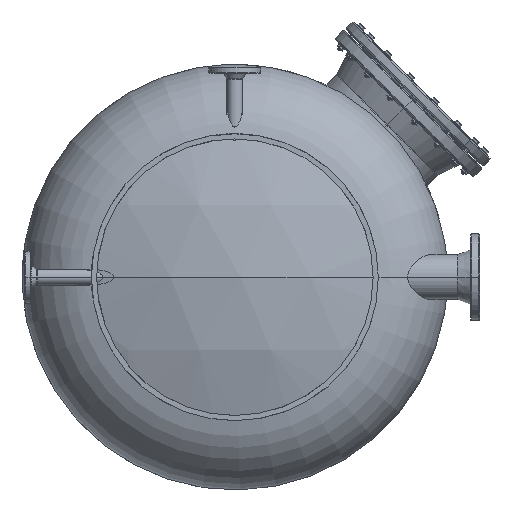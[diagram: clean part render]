
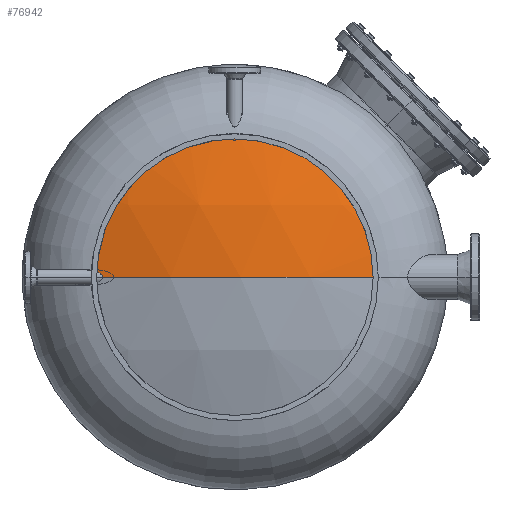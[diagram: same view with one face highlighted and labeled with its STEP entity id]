
A CAD part, front view. The second image highlights one B-rep face of the part: STEP entity #76942.
In plain terms, the highlighted spherical face has radius 1210 mm.
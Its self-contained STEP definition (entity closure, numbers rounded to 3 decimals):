
#1845 = CARTESIAN_POINT ( 'NONE',  ( 31.291, 112.22, -411.632 ) ) ;
#2935 = CARTESIAN_POINT ( 'NONE',  ( 29.259, 112.915, -408.523 ) ) ;
#3827 = FACE_OUTER_BOUND ( 'NONE', #64847, .T. ) ;
#8029 = CARTESIAN_POINT ( 'NONE',  ( 11.572, 119.119, -398.456 ) ) ;
#8590 = CARTESIAN_POINT ( 'NONE',  ( 15.043, 117.879, -399.696 ) ) ;
#9149 = CARTESIAN_POINT ( 'NONE',  ( 20.851, 115.83, -402.339 ) ) ;
#9470 = VERTEX_POINT ( 'NONE', #16486 ) ;
#9750 = CARTESIAN_POINT ( 'NONE',  ( 29.276, 112.909, -408.543 ) ) ;
#13323 = CARTESIAN_POINT ( 'NONE',  ( 415., 122.751, -415.041 ) ) ;
#15610 = SPHERICAL_SURFACE ( 'NONE', #104619, 1210. ) ;
#15946 = CARTESIAN_POINT ( 'NONE',  ( 11.646, 119.092, -398.481 ) ) ;
#16486 = CARTESIAN_POINT ( 'NONE',  ( 32.044, 111.964, -415.041 ) ) ;
#17610 = CARTESIAN_POINT ( 'NONE',  ( 20.33, 116.012, -402.07 ) ) ;
#24934 = DIRECTION ( 'NONE',  ( 0., 0., -1. ) ) ;
#24973 = CARTESIAN_POINT ( 'NONE',  ( 7.579, 120.557, -397.201 ) ) ;
#25175 = DIRECTION ( 'NONE',  ( 0., 0., -1. ) ) ;
#25517 = CARTESIAN_POINT ( 'NONE',  ( 11.484, 119.15, -398.427 ) ) ;
#26088 = CARTESIAN_POINT ( 'NONE',  ( 3.333, 122.102, -396.06 ) ) ;
#26217 = EDGE_CURVE ( 'NONE', #81932, #69692, #57963, .T. ) ;
#27782 = CARTESIAN_POINT ( 'NONE',  ( 28.981, 113.01, -408.208 ) ) ;
#28897 = CARTESIAN_POINT ( 'NONE',  ( 30.243, 112.578, -409.727 ) ) ;
#29258 = AXIS2_PLACEMENT_3D ( 'NONE', #84247, #24934, #101170 ) ;
#32196 = ORIENTED_EDGE ( 'NONE', *, *, #108195, .T. ) ;
#32374 = CARTESIAN_POINT ( 'NONE',  ( 11.634, 119.097, -398.477 ) ) ;
#35705 = CARTESIAN_POINT ( 'NONE',  ( 30.714, 112.417, -410.46 ) ) ;
#37370 = CARTESIAN_POINT ( 'NONE',  ( 32.006, 111.977, -414.295 ) ) ;
#43045 = CARTESIAN_POINT ( 'NONE',  ( 5.057, 121.473, -396.494 ) ) ;
#44188 = CARTESIAN_POINT ( 'NONE',  ( 31.258, 112.232, -411.554 ) ) ;
#45279 = CARTESIAN_POINT ( 'NONE',  ( 20.913, 115.808, -402.372 ) ) ;
#46546 = CARTESIAN_POINT ( 'NONE',  ( 1.568, 122.751, -395.663 ) ) ;
#50942 = DIRECTION ( 'NONE',  ( 1., 0., 0. ) ) ;
#52057 = CARTESIAN_POINT ( 'NONE',  ( 20.777, 115.856, -402.301 ) ) ;
#54889 = CARTESIAN_POINT ( 'NONE',  ( 31.901, 112.012, -413.588 ) ) ;
#56123 = AXIS2_PLACEMENT_3D ( 'NONE', #13323, #107546, #50942 ) ;
#57963 = CIRCLE ( 'NONE', #56123, 413.886 ) ;
#59068 = CARTESIAN_POINT ( 'NONE',  ( 415., 1259.764, -415.041 ) ) ;
#60008 = CARTESIAN_POINT ( 'NONE',  ( 1.568, 122.751, -395.663 ) ) ;
#60570 = CARTESIAN_POINT ( 'NONE',  ( 10.958, 119.339, -398.25 ) ) ;
#61118 = CARTESIAN_POINT ( 'NONE',  ( 31.356, 112.198, -411.787 ) ) ;
#62227 = CARTESIAN_POINT ( 'NONE',  ( 29.308, 112.898, -408.58 ) ) ;
#62757 = CARTESIAN_POINT ( 'NONE',  ( 29.592, 112.801, -408.913 ) ) ;
#64517 = B_SPLINE_CURVE_WITH_KNOTS ( 'NONE', 3,
 ( #60008, #26088, #43045, #24973, #93269, #110769, #60570, #85933, #25517, #8029, #94968, #32374, #15946, #75823, #8590, #77492, #76935, #92708, #110204, #17610, #68487, #52057, #9149, #75263, #109624, #45279, #71809, #105102, #70152, #27782, #78612, #2935, #9750, #62227, #96632, #62757, #28897, #35705, #103977, #80276, #44188, #1845, #61118, #95538, #104555, #54889, #37370, #79710 ),
 .UNSPECIFIED., .F., .F.,
 ( 4, 2, 1, 1, 1, 1, 1, 1, 2, 2, 2, 2, 1, 1, 1, 1, 1, 2, 2, 2, 1, 2, 2, 1, 1, 1, 2, 2, 2, 1, 2, 4 ),
 ( 0., 0.125, 0.187, 0.219, 0.234, 0.242, 0.246, 0.248, 0.249, 0.25, 0.375, 0.437, 0.469, 0.484, 0.492, 0.496, 0.498, 0.499, 0.5, 0.75, 0.781, 0.785, 0.787, 0.789, 0.797, 0.812, 0.875, 0.891, 0.898, 0.906, 0.937, 1. ),
 .UNSPECIFIED. ) ;
#64847 = EDGE_LOOP ( 'NONE', ( #77660, #100275, #32196 ) ) ;
#68487 = CARTESIAN_POINT ( 'NONE',  ( 20.629, 115.908, -402.224 ) ) ;
#69692 = VERTEX_POINT ( 'NONE', #46546 ) ;
#70152 = CARTESIAN_POINT ( 'NONE',  ( 28.73, 113.097, -407.94 ) ) ;
#71809 = CARTESIAN_POINT ( 'NONE',  ( 24.103, 114.69, -404.045 ) ) ;
#75263 = CARTESIAN_POINT ( 'NONE',  ( 20.883, 115.819, -402.356 ) ) ;
#75823 = CARTESIAN_POINT ( 'NONE',  ( 13.4, 118.463, -399.076 ) ) ;
#76935 = CARTESIAN_POINT ( 'NONE',  ( 18.107, 116.794, -401.001 ) ) ;
#76942 = ADVANCED_FACE ( 'NONE', ( #3827 ), #15610, .T. ) ;
#77492 = CARTESIAN_POINT ( 'NONE',  ( 17.359, 117.058, -400.669 ) ) ;
#77660 = ORIENTED_EDGE ( 'NONE', *, *, #78145, .F. ) ;
#78145 = EDGE_CURVE ( 'NONE', #81932, #9470, #90452, .T. ) ;
#78612 = CARTESIAN_POINT ( 'NONE',  ( 29.22, 112.929, -408.478 ) ) ;
#79710 = CARTESIAN_POINT ( 'NONE',  ( 32.044, 111.964, -415.041 ) ) ;
#80276 = CARTESIAN_POINT ( 'NONE',  ( 31.159, 112.265, -411.336 ) ) ;
#80598 = CARTESIAN_POINT ( 'NONE',  ( 828.886, 122.751, -415.041 ) ) ;
#81932 = VERTEX_POINT ( 'NONE', #80598 ) ;
#84247 = CARTESIAN_POINT ( 'NONE',  ( 415., 1259.764, -415.041 ) ) ;
#85933 = CARTESIAN_POINT ( 'NONE',  ( 11.309, 119.213, -398.368 ) ) ;
#90452 = CIRCLE ( 'NONE', #29258, 1210. ) ;
#92708 = CARTESIAN_POINT ( 'NONE',  ( 19.191, 116.412, -401.509 ) ) ;
#93269 = CARTESIAN_POINT ( 'NONE',  ( 8.825, 120.107, -397.568 ) ) ;
#94968 = CARTESIAN_POINT ( 'NONE',  ( 11.609, 119.105, -398.469 ) ) ;
#95538 = CARTESIAN_POINT ( 'NONE',  ( 31.512, 112.145, -412.178 ) ) ;
#96632 = CARTESIAN_POINT ( 'NONE',  ( 29.389, 112.871, -408.672 ) ) ;
#100275 = ORIENTED_EDGE ( 'NONE', *, *, #26217, .T. ) ;
#101170 = DIRECTION ( 'NONE',  ( 0., -1., 0. ) ) ;
#103977 = CARTESIAN_POINT ( 'NONE',  ( 31.089, 112.289, -411.19 ) ) ;
#104555 = CARTESIAN_POINT ( 'NONE',  ( 31.641, 112.101, -412.584 ) ) ;
#104619 = AXIS2_PLACEMENT_3D ( 'NONE', #59068, #25175, #110980 ) ;
#105102 = CARTESIAN_POINT ( 'NONE',  ( 26.627, 113.819, -405.815 ) ) ;
#107546 = DIRECTION ( 'NONE',  ( 0., -1., 0. ) ) ;
#108195 = EDGE_CURVE ( 'NONE', #69692, #9470, #64517, .T. ) ;
#109624 = CARTESIAN_POINT ( 'NONE',  ( 20.904, 115.811, -402.367 ) ) ;
#110204 = CARTESIAN_POINT ( 'NONE',  ( 19.724, 116.225, -401.766 ) ) ;
#110769 = CARTESIAN_POINT ( 'NONE',  ( 10.251, 119.593, -398.019 ) ) ;
#110980 = DIRECTION ( 'NONE',  ( 1., 0., 0. ) ) ;
